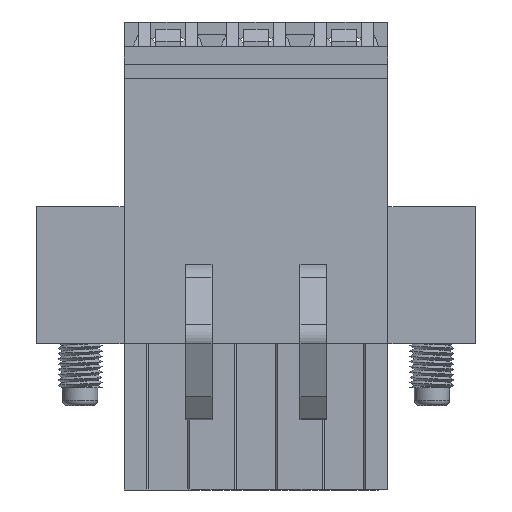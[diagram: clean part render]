
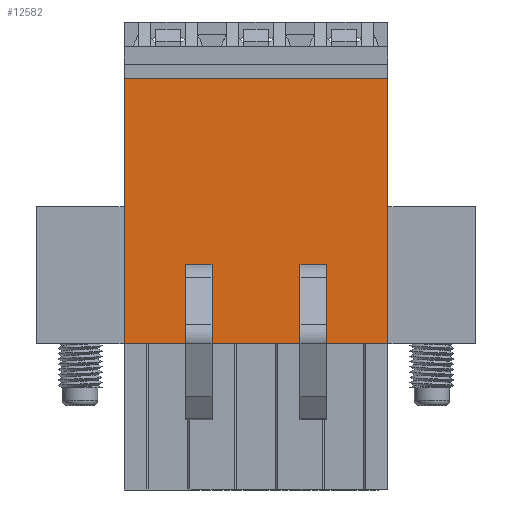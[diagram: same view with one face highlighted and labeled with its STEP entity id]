
A CAD part, front view. The second image highlights one B-rep face of the part: STEP entity #12582.
In plain terms, the highlighted planar face has unit normal (0, -1, 0).
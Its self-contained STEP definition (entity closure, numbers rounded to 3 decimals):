
#117 = ORIENTED_EDGE ( 'NONE', *, *, #16230, .F. ) ;
#267 = VERTEX_POINT ( 'NONE', #13237 ) ;
#324 = LINE ( 'NONE', #26967, #42781 ) ;
#533 = DIRECTION ( 'NONE',  ( 0., 0., -1. ) ) ;
#1635 = CARTESIAN_POINT ( 'NONE',  ( 0., 1.1, 8.3 ) ) ;
#2027 = VECTOR ( 'NONE', #37988, 1000. ) ;
#3060 = CARTESIAN_POINT ( 'NONE',  ( 5., 1.1, 12.8 ) ) ;
#3221 = VERTEX_POINT ( 'NONE', #23062 ) ;
#3889 = LINE ( 'NONE', #17389, #20340 ) ;
#4173 = CARTESIAN_POINT ( 'NONE',  ( 5., 1.1, 12.8 ) ) ;
#4544 = VERTEX_POINT ( 'NONE', #40993 ) ;
#4572 = CARTESIAN_POINT ( 'NONE',  ( 3.5, 1.1, 8.3 ) ) ;
#5591 = ORIENTED_EDGE ( 'NONE', *, *, #39056, .T. ) ;
#5621 = CARTESIAN_POINT ( 'NONE',  ( 15., 1.1, 23.4 ) ) ;
#5922 = LINE ( 'NONE', #11913, #38836 ) ;
#5940 = CARTESIAN_POINT ( 'NONE',  ( 10., 1.1, 12.8 ) ) ;
#6644 = CARTESIAN_POINT ( 'NONE',  ( 10., 1.1, 8.3 ) ) ;
#7262 = VECTOR ( 'NONE', #19146, 1000. ) ;
#8803 = PLANE ( 'NONE',  #42301 ) ;
#8862 = VERTEX_POINT ( 'NONE', #3060 ) ;
#9069 = EDGE_CURVE ( 'NONE', #20039, #41676, #34103, .T. ) ;
#9892 = VECTOR ( 'NONE', #35441, 1000. ) ;
#11139 = ORIENTED_EDGE ( 'NONE', *, *, #42702, .T. ) ;
#11913 = CARTESIAN_POINT ( 'NONE',  ( 10., 1.1, 8.3 ) ) ;
#12556 = DIRECTION ( 'NONE',  ( 0., 0., -1. ) ) ;
#12582 = ADVANCED_FACE ( 'NONE', ( #42294 ), #8803, .T. ) ;
#12767 = EDGE_CURVE ( 'NONE', #41887, #3221, #3889, .T. ) ;
#12856 = ORIENTED_EDGE ( 'NONE', *, *, #34857, .F. ) ;
#13196 = VECTOR ( 'NONE', #15445, 1000. ) ;
#13237 = CARTESIAN_POINT ( 'NONE',  ( 3.5, 1.1, 12.8 ) ) ;
#13359 = EDGE_CURVE ( 'NONE', #32839, #21343, #5922, .T. ) ;
#13412 = DIRECTION ( 'NONE',  ( -1., 0., 0. ) ) ;
#13743 = VECTOR ( 'NONE', #25852, 1000. ) ;
#14074 = DIRECTION ( 'NONE',  ( -1., 0., 0. ) ) ;
#15016 = VERTEX_POINT ( 'NONE', #30014 ) ;
#15295 = ORIENTED_EDGE ( 'NONE', *, *, #9069, .F. ) ;
#15445 = DIRECTION ( 'NONE',  ( 0., 0., 1. ) ) ;
#15921 = CARTESIAN_POINT ( 'NONE',  ( 15., 1.1, 8.3 ) ) ;
#16230 = EDGE_CURVE ( 'NONE', #267, #28951, #34976, .T. ) ;
#16747 = ORIENTED_EDGE ( 'NONE', *, *, #19998, .F. ) ;
#17236 = CARTESIAN_POINT ( 'NONE',  ( 0., 1.1, 23.4 ) ) ;
#17389 = CARTESIAN_POINT ( 'NONE',  ( 11.5, 1.1, 8.3 ) ) ;
#18772 = DIRECTION ( 'NONE',  ( 0., 0., -1. ) ) ;
#19146 = DIRECTION ( 'NONE',  ( 0., 0., 1. ) ) ;
#19998 = EDGE_CURVE ( 'NONE', #21343, #4544, #20725, .T. ) ;
#20039 = VERTEX_POINT ( 'NONE', #1635 ) ;
#20340 = VECTOR ( 'NONE', #533, 1000. ) ;
#20438 = EDGE_LOOP ( 'NONE', ( #16747, #36729, #11139, #30544, #12856, #5591, #29557, #15295, #20912, #117, #38508, #24462 ) ) ;
#20725 = LINE ( 'NONE', #30908, #25314 ) ;
#20912 = ORIENTED_EDGE ( 'NONE', *, *, #36840, .F. ) ;
#21343 = VERTEX_POINT ( 'NONE', #6644 ) ;
#21715 = CARTESIAN_POINT ( 'NONE',  ( 15., 1.1, 8.3 ) ) ;
#23062 = CARTESIAN_POINT ( 'NONE',  ( 11.5, 1.1, 8.3 ) ) ;
#23600 = LINE ( 'NONE', #36882, #30750 ) ;
#24462 = ORIENTED_EDGE ( 'NONE', *, *, #42181, .T. ) ;
#24808 = LINE ( 'NONE', #21715, #9892 ) ;
#25218 = CARTESIAN_POINT ( 'NONE',  ( 0., 1.1, 23.4 ) ) ;
#25314 = VECTOR ( 'NONE', #14074, 1000. ) ;
#25385 = CARTESIAN_POINT ( 'NONE',  ( 11.5, 1.1, 12.8 ) ) ;
#25852 = DIRECTION ( 'NONE',  ( 0., 0., -1. ) ) ;
#26967 = CARTESIAN_POINT ( 'NONE',  ( 15., 1.1, 23.4 ) ) ;
#28951 = VERTEX_POINT ( 'NONE', #35188 ) ;
#29477 = LINE ( 'NONE', #43000, #13743 ) ;
#29557 = ORIENTED_EDGE ( 'NONE', *, *, #41802, .T. ) ;
#30014 = CARTESIAN_POINT ( 'NONE',  ( 15., 1.1, 23.4 ) ) ;
#30082 = VECTOR ( 'NONE', #37414, 1000. ) ;
#30544 = ORIENTED_EDGE ( 'NONE', *, *, #12767, .T. ) ;
#30672 = VECTOR ( 'NONE', #41829, 1000. ) ;
#30750 = VECTOR ( 'NONE', #40233, 1000. ) ;
#30908 = CARTESIAN_POINT ( 'NONE',  ( 15., 1.1, 8.3 ) ) ;
#31419 = EDGE_CURVE ( 'NONE', #8862, #267, #40780, .T. ) ;
#32298 = CARTESIAN_POINT ( 'NONE',  ( 15., 1.1, 23.4 ) ) ;
#32742 = DIRECTION ( 'NONE',  ( 0., -1., 0. ) ) ;
#32839 = VERTEX_POINT ( 'NONE', #5940 ) ;
#34103 = LINE ( 'NONE', #17236, #13196 ) ;
#34857 = EDGE_CURVE ( 'NONE', #40709, #3221, #41758, .T. ) ;
#34976 = LINE ( 'NONE', #4572, #30672 ) ;
#35188 = CARTESIAN_POINT ( 'NONE',  ( 3.5, 1.1, 8.3 ) ) ;
#35441 = DIRECTION ( 'NONE',  ( -1., 0., 0. ) ) ;
#36211 = LINE ( 'NONE', #5621, #7262 ) ;
#36729 = ORIENTED_EDGE ( 'NONE', *, *, #13359, .F. ) ;
#36840 = EDGE_CURVE ( 'NONE', #28951, #20039, #24808, .T. ) ;
#36882 = CARTESIAN_POINT ( 'NONE',  ( 10., 1.1, 12.8 ) ) ;
#37414 = DIRECTION ( 'NONE',  ( -1., 0., 0. ) ) ;
#37988 = DIRECTION ( 'NONE',  ( -1., 0., 0. ) ) ;
#38508 = ORIENTED_EDGE ( 'NONE', *, *, #31419, .F. ) ;
#38836 = VECTOR ( 'NONE', #12556, 1000. ) ;
#39056 = EDGE_CURVE ( 'NONE', #40709, #15016, #36211, .T. ) ;
#40233 = DIRECTION ( 'NONE',  ( 1., 0., 0. ) ) ;
#40709 = VERTEX_POINT ( 'NONE', #15921 ) ;
#40780 = LINE ( 'NONE', #4173, #30082 ) ;
#40993 = CARTESIAN_POINT ( 'NONE',  ( 5., 1.1, 8.3 ) ) ;
#41676 = VERTEX_POINT ( 'NONE', #25218 ) ;
#41758 = LINE ( 'NONE', #42211, #2027 ) ;
#41802 = EDGE_CURVE ( 'NONE', #15016, #41676, #324, .T. ) ;
#41829 = DIRECTION ( 'NONE',  ( 0., 0., -1. ) ) ;
#41887 = VERTEX_POINT ( 'NONE', #25385 ) ;
#42181 = EDGE_CURVE ( 'NONE', #8862, #4544, #29477, .T. ) ;
#42211 = CARTESIAN_POINT ( 'NONE',  ( 15., 1.1, 8.3 ) ) ;
#42294 = FACE_OUTER_BOUND ( 'NONE', #20438, .T. ) ;
#42301 = AXIS2_PLACEMENT_3D ( 'NONE', #32298, #32742, #18772 ) ;
#42702 = EDGE_CURVE ( 'NONE', #32839, #41887, #23600, .T. ) ;
#42781 = VECTOR ( 'NONE', #13412, 1000. ) ;
#43000 = CARTESIAN_POINT ( 'NONE',  ( 5., 1.1, 8.3 ) ) ;
